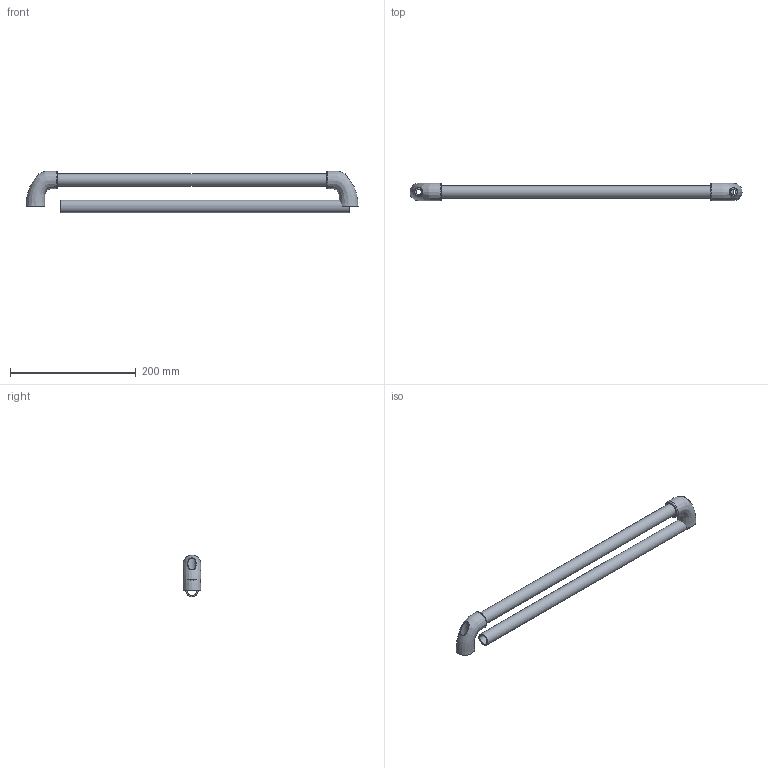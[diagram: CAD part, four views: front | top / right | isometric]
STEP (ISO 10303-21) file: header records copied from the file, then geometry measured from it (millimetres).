
FILE_DESCRIPTION( ( 'Unknown' ), '1' );
FILE_NAME( '6321150_MTR20-500.stp', 'Unknown', ( 'Unknown' ), ( 'Unknown' ), 'XStep 1.0', 'Unknown', ' ' );
FILE_SCHEMA( ( 'CONFIG_CONTROL_DESIGN' ) );
Length unit declared in the file: millimetre
Products named in the file (3): Assem1; 6321005_MTR20; 1845415_TUBO_458
Bounding box: 527.57 x 28 x 66 mm (x, y, z)
Volume: 184833.8 mm3; surface area: 141045.8 mm2
Topology: 5 solids, 5 shells, 398 faces, 921 edges, 527 vertices
Faces by surface type: cylinder 181, plane 88, torus 84, bspline 45
Full cylindrical faces by diameter (mm): 8.5 x3, 13 x3, 16 x2, 20 x2, 20.3 x3
Entity records: 7046 total; most frequent: CARTESIAN_POINT 3975, DIRECTION 666, ORIENTED_EDGE 570, EDGE_CURVE 285, AXIS2_PLACEMENT_3D 280, VERTEX_POINT 173, EDGE_LOOP 156, CIRCLE 149
